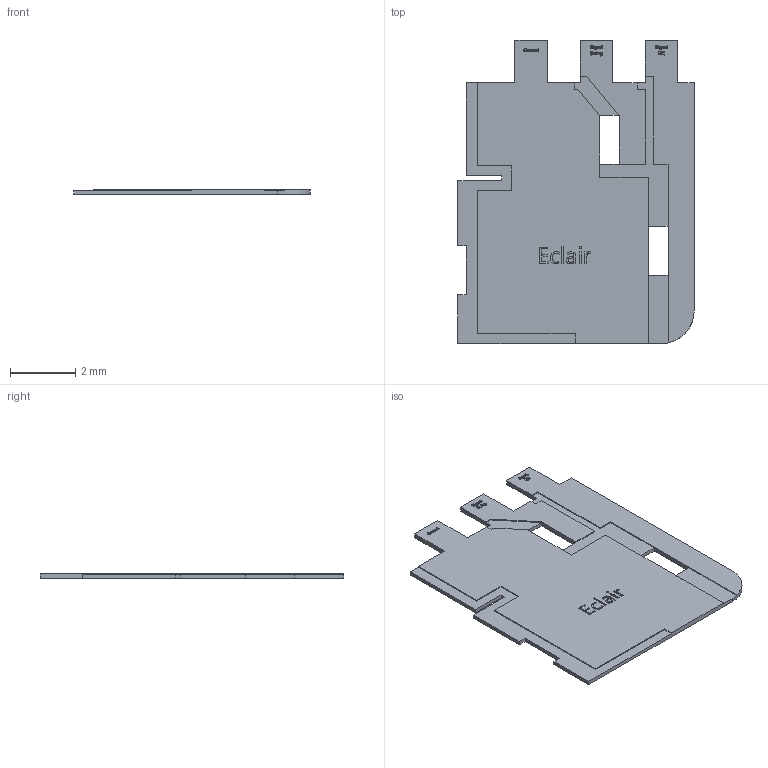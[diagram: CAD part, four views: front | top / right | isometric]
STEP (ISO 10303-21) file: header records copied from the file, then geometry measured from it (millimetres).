
FILE_DESCRIPTION(/* description */ (''),/* implementation_level */ '2;1');
FILE_NAME(/* name */ 'p_pzt_pcb_left v21.step',/* time_stamp */ '2022-03-08T21:35:17-07:00',/* author */ (''),/* organization */ (''),/* preprocessor_version */ 'ST-DEVELOPER v18.1',/* originating_system */ 'Autodesk Translation Framework v10.13.0.1454',/* authorisation */ '');
FILE_SCHEMA (('AUTOMOTIVE_DESIGN { 1 0 10303 214 3 1 1 }'));
Length unit declared in the file: millimetre
Products named in the file (2): p_pzt_pcb_left; Component2
Assembly tree (1 placements, depth 2):
  p_pzt_pcb_left
    Component2
Bounding box: 7.25 x 9.3 x 0.15 mm (x, y, z)
Volume: 8.5 mm3; surface area: 125.5 mm2
Topology: 1 solids, 1 shells, 676 faces, 1887 edges, 1257 vertices
Faces by surface type: bspline 367, plane 308, cylinder 1
Entity records: 24986 total; most frequent: CARTESIAN_POINT 10062, ORIENTED_EDGE 3774, EDGE_CURVE 1887, DIRECTION 1780, VERTEX_POINT 1257, LINE 1150, VECTOR 1150, B_SPLINE_CURVE_WITH_KNOTS 734
